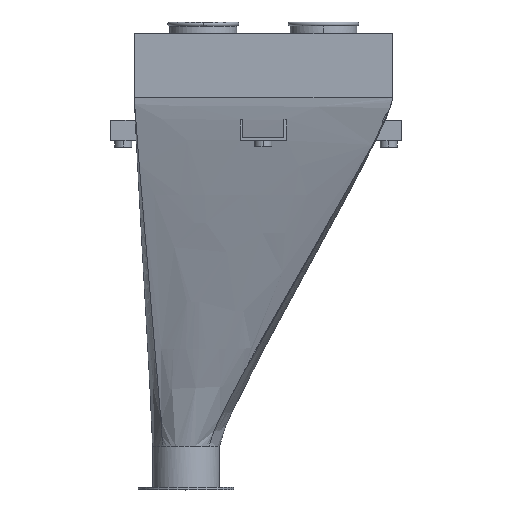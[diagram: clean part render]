
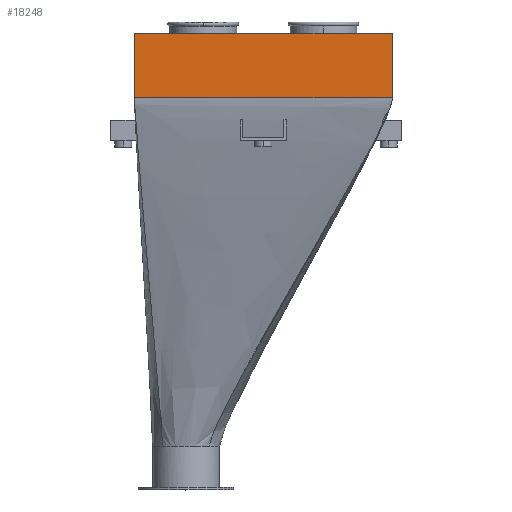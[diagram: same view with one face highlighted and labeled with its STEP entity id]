
A CAD part, top view. The second image highlights one B-rep face of the part: STEP entity #18248.
In plain terms, the highlighted free-form (B-spline) face has degree [1, 1] with [2, 2] control points.
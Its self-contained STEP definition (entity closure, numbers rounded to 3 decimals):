
#17290 = VERTEX_POINT('',#17291);
#17291 = CARTESIAN_POINT('',(917.513,1305.691,
    705.779));
#17306 = VERTEX_POINT('',#17307);
#17307 = CARTESIAN_POINT('',(-494.045,1305.691,
    705.779));
#17312 = EDGE_CURVE('',#17306,#17290,#17313,.T.);
#17313 = B_SPLINE_CURVE_WITH_KNOTS('',1,(#17314,#17315),.UNSPECIFIED.,
  .F.,.F.,(2,2),(0.,1000.),.PIECEWISE_BEZIER_KNOTS.);
#17314 = CARTESIAN_POINT('',(-494.045,1305.691,
    705.779));
#17315 = CARTESIAN_POINT('',(917.513,1305.691,
    705.779));
#17547 = VERTEX_POINT('',#17548);
#17548 = CARTESIAN_POINT('',(917.513,952.802,
    705.779));
#17561 = EDGE_CURVE('',#17290,#17547,#17562,.T.);
#17562 = B_SPLINE_CURVE_WITH_KNOTS('',1,(#17563,#17564),.UNSPECIFIED.,
  .F.,.F.,(2,2),(-0.,250.),.PIECEWISE_BEZIER_KNOTS.);
#17563 = CARTESIAN_POINT('',(917.513,1305.691,
    705.779));
#17564 = CARTESIAN_POINT('',(917.513,952.802,
    705.779));
#18020 = VERTEX_POINT('',#18021);
#18021 = CARTESIAN_POINT('',(-494.045,952.802,
    705.779));
#18026 = EDGE_CURVE('',#17306,#18020,#18027,.T.);
#18027 = B_SPLINE_CURVE_WITH_KNOTS('',1,(#18028,#18029),.UNSPECIFIED.,
  .F.,.F.,(2,2),(-0.,250.),.PIECEWISE_BEZIER_KNOTS.);
#18028 = CARTESIAN_POINT('',(-494.045,1305.691,
    705.779));
#18029 = CARTESIAN_POINT('',(-494.045,952.802,
    705.779));
#18248 = ADVANCED_FACE('',(#18249),#18259,.F.);
#18249 = FACE_BOUND('',#18250,.T.);
#18250 = EDGE_LOOP('',(#18251,#18256,#18257,#18258));
#18251 = ORIENTED_EDGE('',*,*,#18252,.T.);
#18252 = EDGE_CURVE('',#18020,#17547,#18253,.T.);
#18253 = B_SPLINE_CURVE_WITH_KNOTS('',1,(#18254,#18255),.UNSPECIFIED.,
  .F.,.F.,(2,2),(0.,1000.),.PIECEWISE_BEZIER_KNOTS.);
#18254 = CARTESIAN_POINT('',(-494.045,952.802,
    705.779));
#18255 = CARTESIAN_POINT('',(917.513,952.802,
    705.779));
#18256 = ORIENTED_EDGE('',*,*,#17561,.F.);
#18257 = ORIENTED_EDGE('',*,*,#17312,.F.);
#18258 = ORIENTED_EDGE('',*,*,#18026,.T.);
#18259 = B_SPLINE_SURFACE_WITH_KNOTS('',1,1,(
    (#18260,#18261)
    ,(#18262,#18263
    )),.UNSPECIFIED.,.F.,.F.,.F.,(2,2),(2,2),(-1000.,0.
    ),(-250.,0.),.PIECEWISE_BEZIER_KNOTS.);
#18260 = CARTESIAN_POINT('',(917.513,952.802,
    705.779));
#18261 = CARTESIAN_POINT('',(917.513,1305.691,
    705.779));
#18262 = CARTESIAN_POINT('',(-494.045,952.802,
    705.779));
#18263 = CARTESIAN_POINT('',(-494.045,1305.691,
    705.779));
